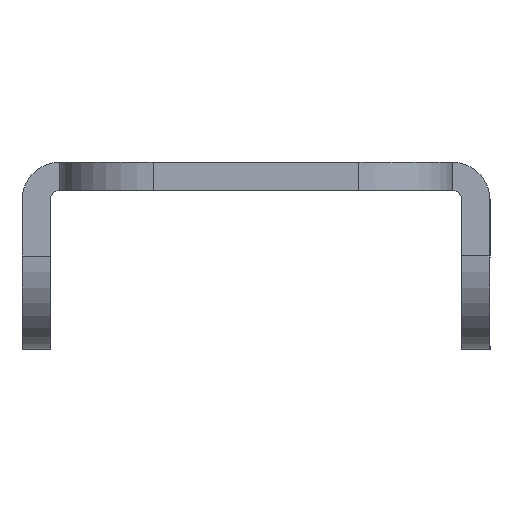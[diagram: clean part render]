
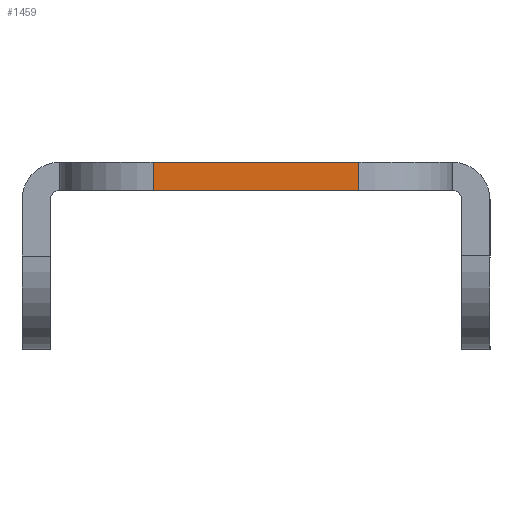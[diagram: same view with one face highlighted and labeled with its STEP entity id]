
A CAD part, left-side view. The second image highlights one B-rep face of the part: STEP entity #1459.
In plain terms, the highlighted planar face has unit normal (-1, 0, 0).
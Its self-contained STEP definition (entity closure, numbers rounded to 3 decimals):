
#110 = CARTESIAN_POINT ( 'NONE',  ( -258.15, -5.5, -1.5 ) ) ;
#265 = DIRECTION ( 'NONE',  ( 0., 0., 1. ) ) ;
#271 = CARTESIAN_POINT ( 'NONE',  ( -258.15, 5.5, 0. ) ) ;
#493 = DIRECTION ( 'NONE',  ( 0., 0., 1. ) ) ;
#556 = DIRECTION ( 'NONE',  ( 0., -1., 0. ) ) ;
#559 = ORIENTED_EDGE ( 'NONE', *, *, #3606, .F. ) ;
#645 = LINE ( 'NONE', #1896, #669 ) ;
#669 = VECTOR ( 'NONE', #2527, 1000. ) ;
#945 = LINE ( 'NONE', #2785, #1581 ) ;
#1077 = EDGE_CURVE ( 'NONE', #3845, #2554, #945, .T. ) ;
#1200 = LINE ( 'NONE', #3101, #2499 ) ;
#1218 = CARTESIAN_POINT ( 'NONE',  ( -258.15, -5.5, 0. ) ) ;
#1225 = ORIENTED_EDGE ( 'NONE', *, *, #1077, .T. ) ;
#1268 = ORIENTED_EDGE ( 'NONE', *, *, #3820, .T. ) ;
#1459 = ADVANCED_FACE ( 'NONE', ( #3625 ), #2058, .T. ) ;
#1512 = CARTESIAN_POINT ( 'NONE',  ( -258.15, -12.5, -1.5 ) ) ;
#1581 = VECTOR ( 'NONE', #4021, 1000. ) ;
#1738 = DIRECTION ( 'NONE',  ( -1., 0., 0. ) ) ;
#1896 = CARTESIAN_POINT ( 'NONE',  ( -258.15, -12.5, 0. ) ) ;
#1927 = EDGE_CURVE ( 'NONE', #4000, #2705, #1200, .T. ) ;
#2058 = PLANE ( 'NONE',  #2565 ) ;
#2279 = CARTESIAN_POINT ( 'NONE',  ( -258.15, 5.5, -1.5 ) ) ;
#2397 = EDGE_LOOP ( 'NONE', ( #1268, #3875, #559, #1225 ) ) ;
#2499 = VECTOR ( 'NONE', #265, 1000. ) ;
#2527 = DIRECTION ( 'NONE',  ( 0., -1., 0. ) ) ;
#2554 = VERTEX_POINT ( 'NONE', #2279 ) ;
#2565 = AXIS2_PLACEMENT_3D ( 'NONE', #3286, #1738, #493 ) ;
#2705 = VERTEX_POINT ( 'NONE', #1218 ) ;
#2785 = CARTESIAN_POINT ( 'NONE',  ( -258.15, 5.5, -1.5 ) ) ;
#3101 = CARTESIAN_POINT ( 'NONE',  ( -258.15, -5.5, 0. ) ) ;
#3213 = VECTOR ( 'NONE', #556, 1000. ) ;
#3286 = CARTESIAN_POINT ( 'NONE',  ( -258.15, -12.5, -1.5 ) ) ;
#3355 = LINE ( 'NONE', #1512, #3213 ) ;
#3606 = EDGE_CURVE ( 'NONE', #3845, #2705, #645, .T. ) ;
#3625 = FACE_OUTER_BOUND ( 'NONE', #2397, .T. ) ;
#3820 = EDGE_CURVE ( 'NONE', #2554, #4000, #3355, .T. ) ;
#3845 = VERTEX_POINT ( 'NONE', #271 ) ;
#3875 = ORIENTED_EDGE ( 'NONE', *, *, #1927, .T. ) ;
#4000 = VERTEX_POINT ( 'NONE', #110 ) ;
#4021 = DIRECTION ( 'NONE',  ( 0., 0., -1. ) ) ;
